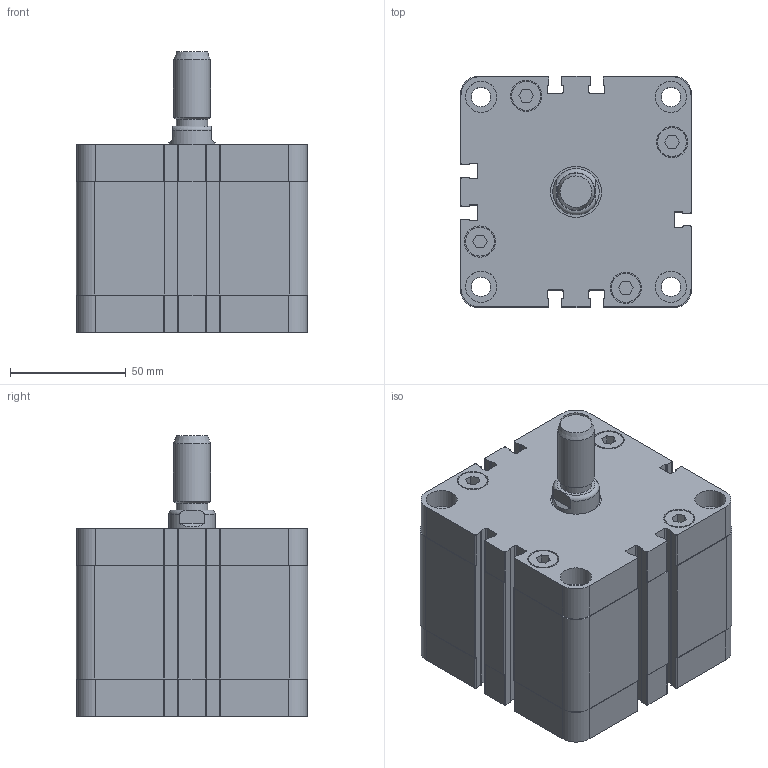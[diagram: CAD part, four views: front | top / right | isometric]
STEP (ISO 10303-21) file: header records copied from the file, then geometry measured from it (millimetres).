
FILE_DESCRIPTION(/* description */ (''),/* implementation_level */ '2;1');
FILE_NAME(/* name */ 'dmu-80-1000-m.stp',/* time_stamp */ '2015-11-11T12:10:18+01:00',/* author */ (''),/* organization */ (''),/* preprocessor_version */ 'ST-DEVELOPER v15.2',/* originating_system */ 'Autodesk Translator Framework v2.0.0.5431',/* authorisation */ '');
FILE_SCHEMA (('AUTOMOTIVE_DESIGN { 1 0 10303 214 3 1 1 }'));
Length unit declared in the file: centimetre
Products named in the file (1): (Unsaved)
Bounding box: 100 x 100 x 121 mm (x, y, z)
Volume: 757456.7 mm3; surface area: 75742.9 mm2
Topology: 1 solids, 1 shells, 1178 faces, 3255 edges, 2142 vertices
Faces by surface type: bspline 641, plane 381, cylinder 153, cone 2, torus 1
Full cylindrical faces by diameter (mm): 8 x1, 8.376 x4, 8.566 x2, 12.5 x8, 13.5 x17, 16 x1, 20 x1, 22 x1
Entity records: 43140 total; most frequent: CARTESIAN_POINT 17369, ORIENTED_EDGE 6472, DIRECTION 3311, EDGE_CURVE 3216, VERTEX_POINT 2141, LINE 1613, VECTOR 1613, B_SPLINE_CURVE_WITH_KNOTS 1292
